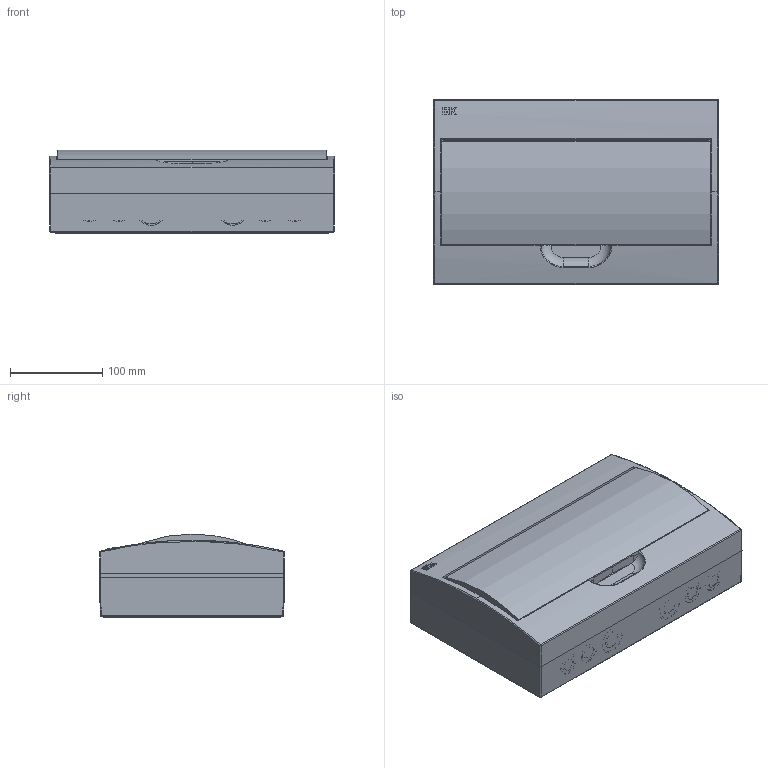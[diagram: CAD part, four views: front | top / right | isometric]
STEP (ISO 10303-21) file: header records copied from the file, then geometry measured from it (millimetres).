
FILE_DESCRIPTION (( 'STEP AP214' ), '1' );
FILE_NAME ('ÀÃÈÅ 105.00.00.00-03 ÙÐH-Ï-1210ì-15.STEP', '2021-05-21T08:39:03', ( '' ), ( '' ), 'SwSTEP 2.0', 'SolidWorks 2017', '' );
FILE_SCHEMA (( 'AUTOMOTIVE_DESIGN' ));
Length unit declared in the file: millimetre
Products named in the file (1): ÀÃÈÅ 105.00.00.00-03 ÙÐH-Ï-1210ì-15
Bounding box: 309 x 200 x 90.61 mm (x, y, z)
Volume: 554156.8 mm3; surface area: 549931.1 mm2
Topology: 5 solids, 5 shells, 1406 faces, 3842 edges, 2519 vertices
Faces by surface type: plane 981, cylinder 294, cone 66, bspline 45, torus 10, sphere 10
Entity records: 62084 total; most frequent: CARTESIAN_POINT 10821, ORIENTED_EDGE 7684, DIRECTION 7218, EDGE_CURVE 3842, VERTEX_POINT 2519, VECTOR 2516, LINE 2516, AXIS2_PLACEMENT_3D 2351
